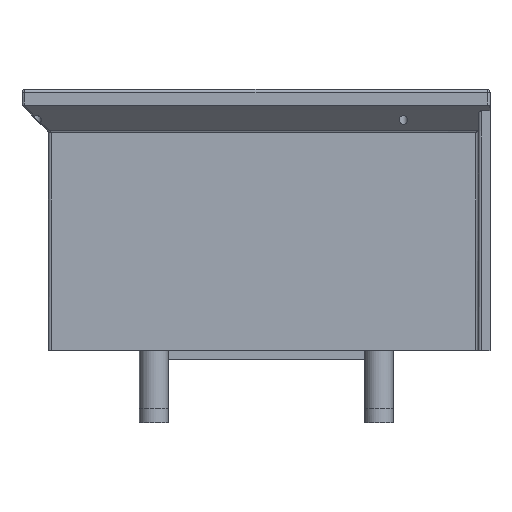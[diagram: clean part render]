
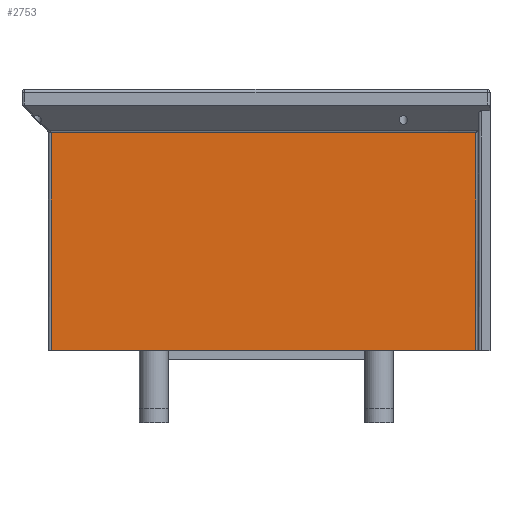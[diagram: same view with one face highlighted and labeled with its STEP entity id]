
A CAD part, front view. The second image highlights one B-rep face of the part: STEP entity #2753.
In plain terms, the highlighted planar face has unit normal (0, -1, 0).
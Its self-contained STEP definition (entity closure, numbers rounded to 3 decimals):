
#44 = PLANE('',#45);
#45 = AXIS2_PLACEMENT_3D('',#46,#47,#48);
#46 = CARTESIAN_POINT('',(4.395,0.,0.));
#47 = DIRECTION('',(0.,0.,-1.));
#48 = DIRECTION('',(-1.,0.,0.));
#481 = VERTEX_POINT('',#482);
#482 = CARTESIAN_POINT('',(72.5,-73.,0.));
#501 = CYLINDRICAL_SURFACE('',#502,1.);
#502 = AXIS2_PLACEMENT_3D('',#503,#504,#505);
#503 = CARTESIAN_POINT('',(72.5,-74.,75.86));
#504 = DIRECTION('',(0.,0.,-1.));
#505 = DIRECTION('',(1.,0.,0.));
#513 = EDGE_CURVE('',#481,#514,#516,.T.);
#514 = VERTEX_POINT('',#515);
#515 = CARTESIAN_POINT('',(-74.5,-73.,0.));
#516 = SURFACE_CURVE('',#517,(#521,#528),.PCURVE_S1.);
#517 = LINE('',#518,#519);
#518 = CARTESIAN_POINT('',(75.5,-73.,0.));
#519 = VECTOR('',#520,1.);
#520 = DIRECTION('',(-1.,0.,0.));
#521 = PCURVE('',#44,#522);
#522 = DEFINITIONAL_REPRESENTATION('',(#523),#527);
#523 = LINE('',#524,#525);
#524 = CARTESIAN_POINT('',(-71.105,-73.));
#525 = VECTOR('',#526,1.);
#526 = DIRECTION('',(1.,0.));
#527 = ( GEOMETRIC_REPRESENTATION_CONTEXT(2) 
PARAMETRIC_REPRESENTATION_CONTEXT() REPRESENTATION_CONTEXT('2D SPACE',''
  ) );
#528 = PCURVE('',#529,#534);
#529 = PLANE('',#530);
#530 = AXIS2_PLACEMENT_3D('',#531,#532,#533);
#531 = CARTESIAN_POINT('',(75.5,-73.,0.));
#532 = DIRECTION('',(0.,-1.,0.));
#533 = DIRECTION('',(-1.,0.,0.));
#534 = DEFINITIONAL_REPRESENTATION('',(#535),#539);
#535 = LINE('',#536,#537);
#536 = CARTESIAN_POINT('',(0.,-0.));
#537 = VECTOR('',#538,1.);
#538 = DIRECTION('',(1.,0.));
#539 = ( GEOMETRIC_REPRESENTATION_CONTEXT(2) 
PARAMETRIC_REPRESENTATION_CONTEXT() REPRESENTATION_CONTEXT('2D SPACE',''
  ) );
#562 = CYLINDRICAL_SURFACE('',#563,1.);
#563 = AXIS2_PLACEMENT_3D('',#564,#565,#566);
#564 = CARTESIAN_POINT('',(-74.5,-72.,0.));
#565 = DIRECTION('',(0.,0.,1.));
#566 = DIRECTION('',(-1.,0.,0.));
#2530 = EDGE_CURVE('',#514,#2531,#2533,.T.);
#2531 = VERTEX_POINT('',#2532);
#2532 = CARTESIAN_POINT('',(-74.5,-73.,75.446));
#2533 = SURFACE_CURVE('',#2534,(#2538,#2545),.PCURVE_S1.);
#2534 = LINE('',#2535,#2536);
#2535 = CARTESIAN_POINT('',(-74.5,-73.,0.));
#2536 = VECTOR('',#2537,1.);
#2537 = DIRECTION('',(0.,0.,1.));
#2538 = PCURVE('',#562,#2539);
#2539 = DEFINITIONAL_REPRESENTATION('',(#2540),#2544);
#2540 = LINE('',#2541,#2542);
#2541 = CARTESIAN_POINT('',(1.571,0.));
#2542 = VECTOR('',#2543,1.);
#2543 = DIRECTION('',(0.,1.));
#2544 = ( GEOMETRIC_REPRESENTATION_CONTEXT(2) 
PARAMETRIC_REPRESENTATION_CONTEXT() REPRESENTATION_CONTEXT('2D SPACE',''
  ) );
#2545 = PCURVE('',#529,#2546);
#2546 = DEFINITIONAL_REPRESENTATION('',(#2547),#2551);
#2547 = LINE('',#2548,#2549);
#2548 = CARTESIAN_POINT('',(150.,0.));
#2549 = VECTOR('',#2550,1.);
#2550 = DIRECTION('',(0.,-1.));
#2551 = ( GEOMETRIC_REPRESENTATION_CONTEXT(2) 
PARAMETRIC_REPRESENTATION_CONTEXT() REPRESENTATION_CONTEXT('2D SPACE',''
  ) );
#2753 = ADVANCED_FACE('',(#2754),#529,.T.);
#2754 = FACE_BOUND('',#2755,.T.);
#2755 = EDGE_LOOP('',(#2756,#2757,#2780,#2806));
#2756 = ORIENTED_EDGE('',*,*,#513,.F.);
#2757 = ORIENTED_EDGE('',*,*,#2758,.F.);
#2758 = EDGE_CURVE('',#2759,#481,#2761,.T.);
#2759 = VERTEX_POINT('',#2760);
#2760 = CARTESIAN_POINT('',(72.5,-73.,75.446));
#2761 = SURFACE_CURVE('',#2762,(#2766,#2773),.PCURVE_S1.);
#2762 = LINE('',#2763,#2764);
#2763 = CARTESIAN_POINT('',(72.5,-73.,75.86));
#2764 = VECTOR('',#2765,1.);
#2765 = DIRECTION('',(0.,0.,-1.));
#2766 = PCURVE('',#529,#2767);
#2767 = DEFINITIONAL_REPRESENTATION('',(#2768),#2772);
#2768 = LINE('',#2769,#2770);
#2769 = CARTESIAN_POINT('',(3.,-75.86));
#2770 = VECTOR('',#2771,1.);
#2771 = DIRECTION('',(0.,1.));
#2772 = ( GEOMETRIC_REPRESENTATION_CONTEXT(2) 
PARAMETRIC_REPRESENTATION_CONTEXT() REPRESENTATION_CONTEXT('2D SPACE',''
  ) );
#2773 = PCURVE('',#501,#2774);
#2774 = DEFINITIONAL_REPRESENTATION('',(#2775),#2779);
#2775 = LINE('',#2776,#2777);
#2776 = CARTESIAN_POINT('',(-1.571,0.));
#2777 = VECTOR('',#2778,1.);
#2778 = DIRECTION('',(-0.,1.));
#2779 = ( GEOMETRIC_REPRESENTATION_CONTEXT(2) 
PARAMETRIC_REPRESENTATION_CONTEXT() REPRESENTATION_CONTEXT('2D SPACE',''
  ) );
#2780 = ORIENTED_EDGE('',*,*,#2781,.T.);
#2781 = EDGE_CURVE('',#2759,#2531,#2782,.T.);
#2782 = SURFACE_CURVE('',#2783,(#2787,#2794),.PCURVE_S1.);
#2783 = LINE('',#2784,#2785);
#2784 = CARTESIAN_POINT('',(73.5,-73.,75.446));
#2785 = VECTOR('',#2786,1.);
#2786 = DIRECTION('',(-1.,0.,0.));
#2787 = PCURVE('',#529,#2788);
#2788 = DEFINITIONAL_REPRESENTATION('',(#2789),#2793);
#2789 = LINE('',#2790,#2791);
#2790 = CARTESIAN_POINT('',(2.,-75.446));
#2791 = VECTOR('',#2792,1.);
#2792 = DIRECTION('',(1.,0.));
#2793 = ( GEOMETRIC_REPRESENTATION_CONTEXT(2) 
PARAMETRIC_REPRESENTATION_CONTEXT() REPRESENTATION_CONTEXT('2D SPACE',''
  ) );
#2794 = PCURVE('',#2795,#2800);
#2795 = CYLINDRICAL_SURFACE('',#2796,1.);
#2796 = AXIS2_PLACEMENT_3D('',#2797,#2798,#2799);
#2797 = CARTESIAN_POINT('',(73.5,-74.,75.446));
#2798 = DIRECTION('',(-1.,0.,0.));
#2799 = DIRECTION('',(0.,1.,0.));
#2800 = DEFINITIONAL_REPRESENTATION('',(#2801),#2805);
#2801 = LINE('',#2802,#2803);
#2802 = CARTESIAN_POINT('',(-0.,0.));
#2803 = VECTOR('',#2804,1.);
#2804 = DIRECTION('',(-0.,1.));
#2805 = ( GEOMETRIC_REPRESENTATION_CONTEXT(2) 
PARAMETRIC_REPRESENTATION_CONTEXT() REPRESENTATION_CONTEXT('2D SPACE',''
  ) );
#2806 = ORIENTED_EDGE('',*,*,#2530,.F.);
